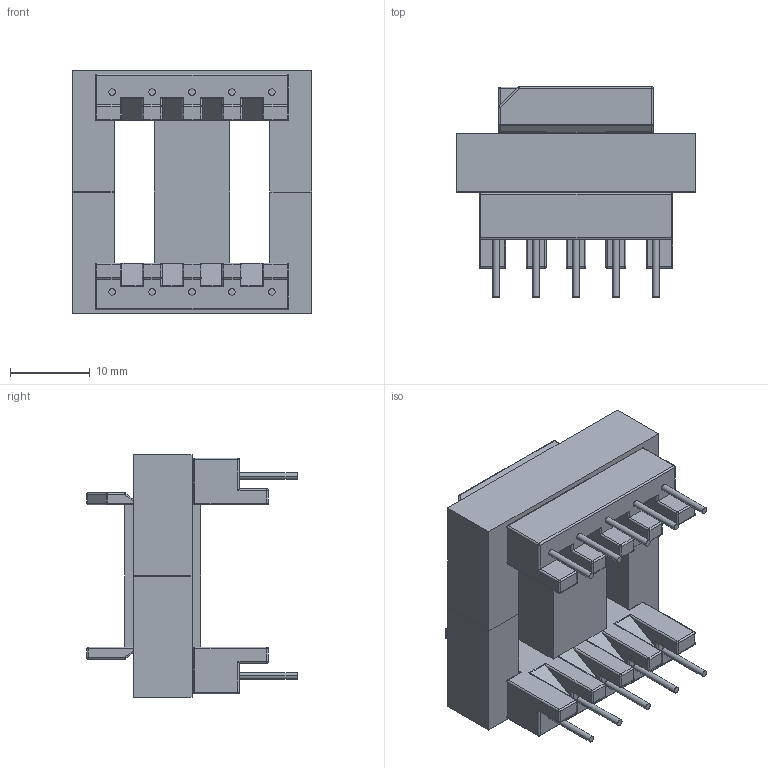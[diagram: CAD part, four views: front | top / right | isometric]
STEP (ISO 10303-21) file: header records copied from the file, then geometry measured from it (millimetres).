
FILE_DESCRIPTION (( 'STEP AP203' ), '1' );
FILE_NAME ('E30 transformer Rui Qui Daneng.STEP', '2015-05-20T20:53:53', ( '' ), ( '' ), 'SwSTEP 2.0', 'SolidWorks 2014', '' );
FILE_SCHEMA (( 'CONFIG_CONTROL_DESIGN' ));
Length unit declared in the file: millimetre
Products named in the file (3): E 30 bobbin Rui Qui Daneng; E 30 core; E30 transformer Rui Qui Daneng
Assembly tree (3 placements, depth 2):
  E30 transformer Rui Qui Daneng
    E 30 bobbin Rui Qui Daneng
    E 30 core  x2
Bounding box: 30 x 26.3 x 30.4 mm (x, y, z)
Volume: 7688.6 mm3; surface area: 7117.4 mm2
Topology: 3 solids, 3 shells, 376 faces, 904 edges, 482 vertices
Faces by surface type: cylinder 185, plane 117, sphere 66, torus 8
Entity records: 10123 total; most frequent: CARTESIAN_POINT 1894, DIRECTION 1734, ORIENTED_EDGE 1616, EDGE_CURVE 808, AXIS2_PLACEMENT_3D 642, VERTEX_POINT 458, VECTOR 450, LINE 450
